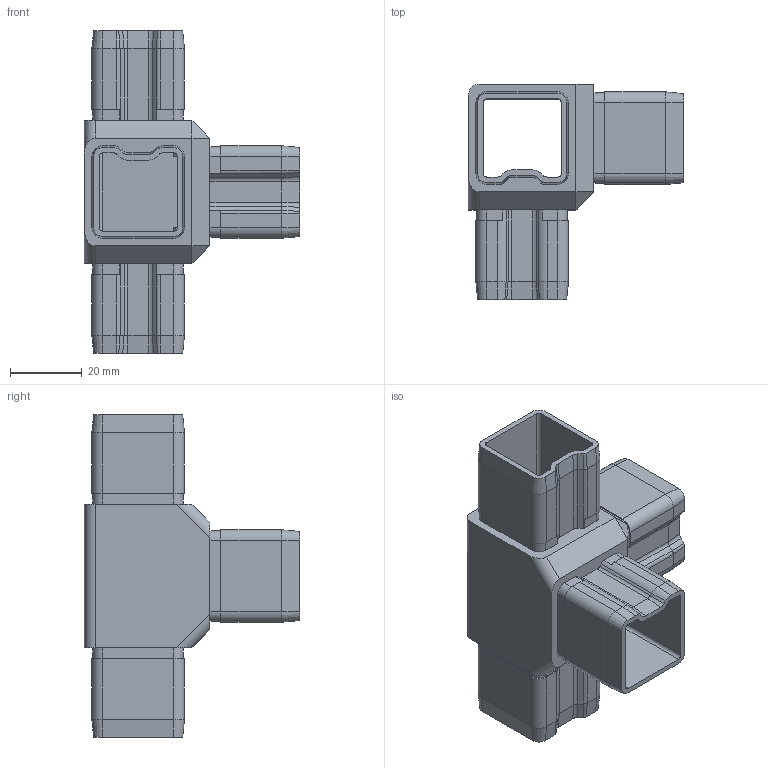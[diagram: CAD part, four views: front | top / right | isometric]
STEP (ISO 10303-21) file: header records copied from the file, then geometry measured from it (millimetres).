
FILE_DESCRIPTION (( 'STEP AP203' ), '1' );
FILE_NAME ('10153030.step', '2020-03-09T10:06:47', ( '' ), ( '' ), 'SwSTEP 2.0', 'SolidWorks 2015', '' );
FILE_SCHEMA (( 'CONFIG_CONTROL_DESIGN' ));
Length unit declared in the file: millimetre
Products named in the file (2): 10153030
Bounding box: 60 x 60 x 90 mm (x, y, z)
Volume: 37812.1 mm3; surface area: 28328 mm2
Topology: 1 solids, 1 shells, 503 faces, 1274 edges, 797 vertices
Faces by surface type: plane 278, bspline 111, cylinder 82, cone 32
Entity records: 21267 total; most frequent: CARTESIAN_POINT 9761, ORIENTED_EDGE 2548, DIRECTION 1988, EDGE_CURVE 1274, LINE 844, VECTOR 844, VERTEX_POINT 797, AXIS2_PLACEMENT_3D 572
